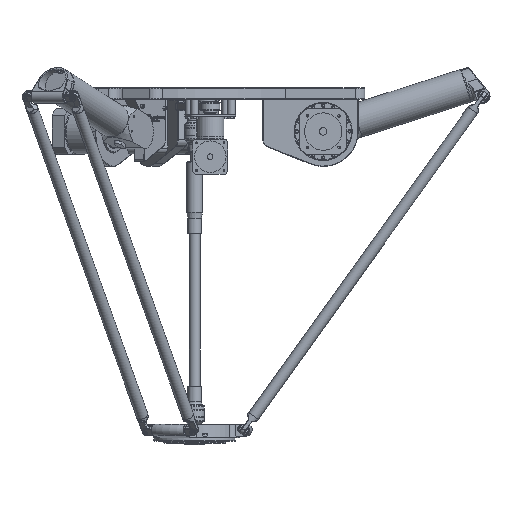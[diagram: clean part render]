
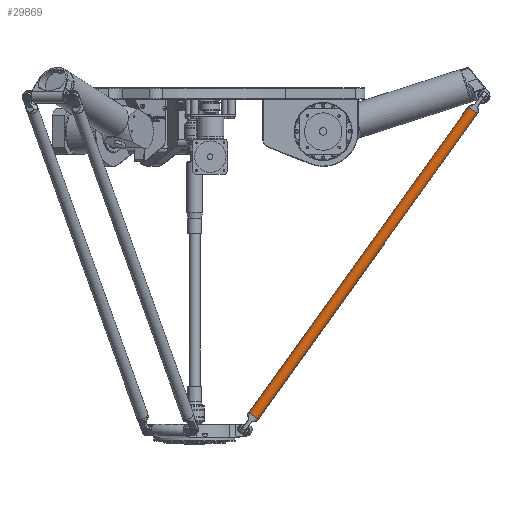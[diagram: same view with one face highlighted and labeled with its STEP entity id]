
A CAD part, front view. The second image highlights one B-rep face of the part: STEP entity #29869.
In plain terms, the highlighted cylindrical face has radius 15 mm (diameter 30 mm), a full revolution.
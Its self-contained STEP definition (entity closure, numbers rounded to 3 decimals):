
#1219=FACE_BOUND('',#7643,.T.);
#2755=CIRCLE('',#33152,15.);
#2759=CIRCLE('',#33159,15.);
#3502=CYLINDRICAL_SURFACE('',#33160,15.);
#5117=FACE_OUTER_BOUND('',#7642,.T.);
#7642=EDGE_LOOP('',(#25630));
#7643=EDGE_LOOP('',(#25631));
#14880=VERTEX_POINT('',#58532);
#14884=VERTEX_POINT('',#58543);
#18552=EDGE_CURVE('',#14880,#14880,#2755,.T.);
#18556=EDGE_CURVE('',#14884,#14884,#2759,.T.);
#25630=ORIENTED_EDGE('',*,*,#18552,.T.);
#25631=ORIENTED_EDGE('',*,*,#18556,.T.);
#29869=ADVANCED_FACE('',(#5117,#1219),#3502,.T.);
#33152=AXIS2_PLACEMENT_3D('',#58533,#40987,#40988);
#33159=AXIS2_PLACEMENT_3D('',#58544,#41001,#41002);
#33160=AXIS2_PLACEMENT_3D('',#58545,#41003,#41004);
#40987=DIRECTION('center_axis',(1.,0.,0.));
#40988=DIRECTION('ref_axis',(0.,0.,1.));
#41001=DIRECTION('center_axis',(-1.,0.,0.));
#41002=DIRECTION('ref_axis',(0.,0.,1.));
#41003=DIRECTION('center_axis',(-1.,0.,0.));
#41004=DIRECTION('ref_axis',(0.,0.,1.));
#58532=CARTESIAN_POINT('',(45.01,0.,15.));
#58533=CARTESIAN_POINT('Origin',(45.01,0.,0.));
#58543=CARTESIAN_POINT('',(1009.99,0.,15.));
#58544=CARTESIAN_POINT('Origin',(1009.99,0.,0.));
#58545=CARTESIAN_POINT('Origin',(45.,0.,0.));
